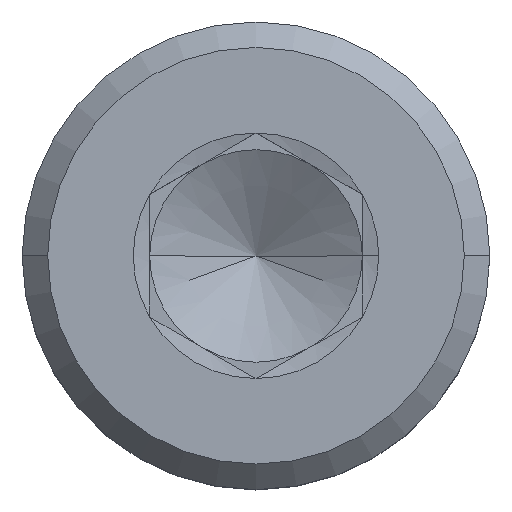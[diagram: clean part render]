
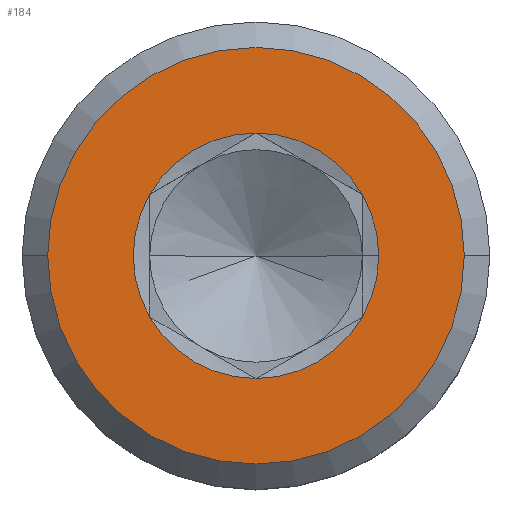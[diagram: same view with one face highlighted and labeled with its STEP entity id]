
A CAD part, top view. The second image highlights one B-rep face of the part: STEP entity #184.
In plain terms, the highlighted planar face has unit normal (0, 0, 1).
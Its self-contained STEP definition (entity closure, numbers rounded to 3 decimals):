
#21 = EDGE_CURVE ( 'NONE', #748, #573, #546, .T. ) ;
#62 = FACE_BOUND ( 'NONE', #1048, .T. ) ;
#70 = EDGE_CURVE ( 'NONE', #573, #964, #335, .T. ) ;
#93 = VERTEX_POINT ( 'NONE', #655 ) ;
#123 = AXIS2_PLACEMENT_3D ( 'NONE', #497, #138, #747 ) ;
#138 = DIRECTION ( 'NONE',  ( 0., 0., 1. ) ) ;
#156 = VERTEX_POINT ( 'NONE', #1054 ) ;
#161 = ORIENTED_EDGE ( 'NONE', *, *, #235, .T. ) ;
#166 = ORIENTED_EDGE ( 'NONE', *, *, #774, .F. ) ;
#173 = EDGE_CURVE ( 'NONE', #239, #957, #200, .T. ) ;
#184 = ADVANCED_FACE ( 'NONE', ( #288, #62 ), #736, .F. ) ;
#194 = CARTESIAN_POINT ( 'NONE',  ( 0., 0., 0. ) ) ;
#200 = CIRCLE ( 'NONE', #852, 1.443 ) ;
#214 = CARTESIAN_POINT ( 'NONE',  ( 0., -1.443, 0. ) ) ;
#217 = DIRECTION ( 'NONE',  ( -1., 0., 0. ) ) ;
#227 = DIRECTION ( 'NONE',  ( 1., 0., 0. ) ) ;
#235 = EDGE_CURVE ( 'NONE', #156, #93, #435, .T. ) ;
#239 = VERTEX_POINT ( 'NONE', #214 ) ;
#246 = CARTESIAN_POINT ( 'NONE',  ( 0., 0., 0. ) ) ;
#249 = ORIENTED_EDGE ( 'NONE', *, *, #173, .F. ) ;
#263 = CARTESIAN_POINT ( 'NONE',  ( 0., 0., 0. ) ) ;
#272 = DIRECTION ( 'NONE',  ( 1., 0., 0. ) ) ;
#288 = FACE_OUTER_BOUND ( 'NONE', #666, .T. ) ;
#294 = CIRCLE ( 'NONE', #1077, 2.45 ) ;
#304 = ORIENTED_EDGE ( 'NONE', *, *, #926, .F. ) ;
#317 = DIRECTION ( 'NONE',  ( 0., 0., 1. ) ) ;
#327 = AXIS2_PLACEMENT_3D ( 'NONE', #814, #489, #968 ) ;
#335 = CIRCLE ( 'NONE', #677, 1.443 ) ;
#352 = DIRECTION ( 'NONE',  ( 1., 0., 0. ) ) ;
#378 = CIRCLE ( 'NONE', #1025, 1.443 ) ;
#397 = AXIS2_PLACEMENT_3D ( 'NONE', #1068, #842, #217 ) ;
#400 = DIRECTION ( 'NONE',  ( 0., 0., 1. ) ) ;
#410 = CARTESIAN_POINT ( 'NONE',  ( 0., 0., 0. ) ) ;
#425 = ORIENTED_EDGE ( 'NONE', *, *, #21, .F. ) ;
#435 = CIRCLE ( 'NONE', #123, 2.45 ) ;
#453 = DIRECTION ( 'NONE',  ( 1., 0., 0. ) ) ;
#469 = CIRCLE ( 'NONE', #882, 1.443 ) ;
#489 = DIRECTION ( 'NONE',  ( 0., 0., 1. ) ) ;
#493 = ORIENTED_EDGE ( 'NONE', *, *, #663, .F. ) ;
#497 = CARTESIAN_POINT ( 'NONE',  ( 0., 0., 0. ) ) ;
#529 = DIRECTION ( 'NONE',  ( 0., 0., 1. ) ) ;
#532 = CARTESIAN_POINT ( 'NONE',  ( 0., 1.443, 0. ) ) ;
#539 = DIRECTION ( 'NONE',  ( 0., 0., 1. ) ) ;
#546 = CIRCLE ( 'NONE', #327, 1.443 ) ;
#556 = EDGE_CURVE ( 'NONE', #957, #626, #469, .T. ) ;
#568 = DIRECTION ( 'NONE',  ( 1., 0., 0. ) ) ;
#573 = VERTEX_POINT ( 'NONE', #532 ) ;
#577 = CIRCLE ( 'NONE', #873, 1.443 ) ;
#594 = ORIENTED_EDGE ( 'NONE', *, *, #70, .F. ) ;
#595 = CARTESIAN_POINT ( 'NONE',  ( -1.25, -0.722, 0. ) ) ;
#626 = VERTEX_POINT ( 'NONE', #982 ) ;
#639 = AXIS2_PLACEMENT_3D ( 'NONE', #194, #539, #453 ) ;
#655 = CARTESIAN_POINT ( 'NONE',  ( 2.45, 0., 0. ) ) ;
#663 = EDGE_CURVE ( 'NONE', #964, #918, #577, .T. ) ;
#666 = EDGE_LOOP ( 'NONE', ( #161, #1070 ) ) ;
#677 = AXIS2_PLACEMENT_3D ( 'NONE', #410, #317, #906 ) ;
#690 = CARTESIAN_POINT ( 'NONE',  ( 0., 0., 0. ) ) ;
#736 = PLANE ( 'NONE',  #397 ) ;
#747 = DIRECTION ( 'NONE',  ( 1., 0., 0. ) ) ;
#748 = VERTEX_POINT ( 'NONE', #869 ) ;
#774 = EDGE_CURVE ( 'NONE', #918, #239, #1057, .T. ) ;
#814 = CARTESIAN_POINT ( 'NONE',  ( 0., 0., 0. ) ) ;
#842 = DIRECTION ( 'NONE',  ( 0., 0., -1. ) ) ;
#852 = AXIS2_PLACEMENT_3D ( 'NONE', #246, #400, #568 ) ;
#865 = DIRECTION ( 'NONE',  ( 0., 0., 1. ) ) ;
#869 = CARTESIAN_POINT ( 'NONE',  ( 1.25, 0.722, 0. ) ) ;
#873 = AXIS2_PLACEMENT_3D ( 'NONE', #985, #1061, #227 ) ;
#882 = AXIS2_PLACEMENT_3D ( 'NONE', #938, #944, #1015 ) ;
#906 = DIRECTION ( 'NONE',  ( 1., 0., 0. ) ) ;
#918 = VERTEX_POINT ( 'NONE', #595 ) ;
#926 = EDGE_CURVE ( 'NONE', #626, #748, #378, .T. ) ;
#927 = CARTESIAN_POINT ( 'NONE',  ( -1.25, 0.722, 0. ) ) ;
#937 = CARTESIAN_POINT ( 'NONE',  ( 1.25, -0.722, 0. ) ) ;
#938 = CARTESIAN_POINT ( 'NONE',  ( 0., 0., 0. ) ) ;
#944 = DIRECTION ( 'NONE',  ( 0., 0., 1. ) ) ;
#957 = VERTEX_POINT ( 'NONE', #937 ) ;
#961 = ORIENTED_EDGE ( 'NONE', *, *, #556, .F. ) ;
#964 = VERTEX_POINT ( 'NONE', #927 ) ;
#968 = DIRECTION ( 'NONE',  ( 1., 0., 0. ) ) ;
#982 = CARTESIAN_POINT ( 'NONE',  ( 1.443, 0., 0. ) ) ;
#985 = CARTESIAN_POINT ( 'NONE',  ( 0., 0., 0. ) ) ;
#1015 = DIRECTION ( 'NONE',  ( 1., 0., 0. ) ) ;
#1019 = EDGE_CURVE ( 'NONE', #93, #156, #294, .T. ) ;
#1025 = AXIS2_PLACEMENT_3D ( 'NONE', #263, #865, #272 ) ;
#1048 = EDGE_LOOP ( 'NONE', ( #166, #493, #594, #425, #304, #961, #249 ) ) ;
#1054 = CARTESIAN_POINT ( 'NONE',  ( -2.45, 0., 0. ) ) ;
#1057 = CIRCLE ( 'NONE', #639, 1.443 ) ;
#1061 = DIRECTION ( 'NONE',  ( 0., 0., 1. ) ) ;
#1068 = CARTESIAN_POINT ( 'NONE',  ( 0., 0., 0. ) ) ;
#1070 = ORIENTED_EDGE ( 'NONE', *, *, #1019, .T. ) ;
#1077 = AXIS2_PLACEMENT_3D ( 'NONE', #690, #529, #352 ) ;
